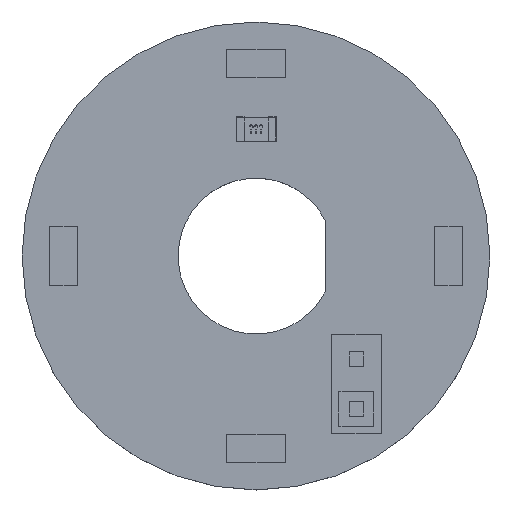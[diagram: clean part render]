
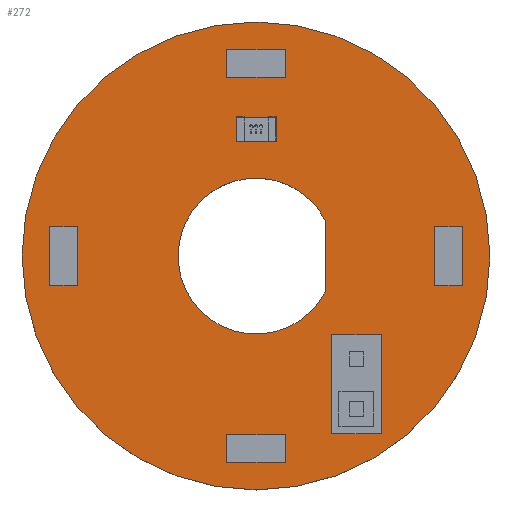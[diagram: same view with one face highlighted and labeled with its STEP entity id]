
A CAD part, top view. The second image highlights one B-rep face of the part: STEP entity #272.
In plain terms, the highlighted planar face has unit normal (0, 0, 1).
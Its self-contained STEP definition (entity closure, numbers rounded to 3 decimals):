
#63 = VERTEX_POINT('',#64);
#64 = CARTESIAN_POINT('',(-12.,0.,0.));
#70 = EDGE_CURVE('',#63,#71,#73,.T.);
#71 = VERTEX_POINT('',#72);
#72 = CARTESIAN_POINT('',(12.,0.005,0.));
#73 = CIRCLE('',#74,12.);
#74 = AXIS2_PLACEMENT_3D('',#75,#76,#77);
#75 = CARTESIAN_POINT('',(0.,0.,
    0.));
#76 = DIRECTION('',(0.,0.,1.));
#77 = DIRECTION('',(-1.,0.,0.));
#103 = EDGE_CURVE('',#71,#63,#104,.T.);
#104 = CIRCLE('',#105,12.);
#105 = AXIS2_PLACEMENT_3D('',#106,#107,#108);
#106 = CARTESIAN_POINT('',(0.,0.005,
    0.));
#107 = DIRECTION('',(0.,0.,1.));
#108 = DIRECTION('',(1.,0.,0.));
#129 = VERTEX_POINT('',#130);
#130 = CARTESIAN_POINT('',(3.581,1.778,0.));
#136 = EDGE_CURVE('',#129,#137,#139,.T.);
#137 = VERTEX_POINT('',#138);
#138 = CARTESIAN_POINT('',(3.578,-1.789,0.));
#139 = LINE('',#140,#141);
#140 = CARTESIAN_POINT('',(3.581,1.778,0.));
#141 = VECTOR('',#142,1.);
#142 = DIRECTION('',(-0.001,-1.,0.));
#167 = EDGE_CURVE('',#137,#129,#168,.T.);
#168 = CIRCLE('',#169,4.);
#169 = AXIS2_PLACEMENT_3D('',#170,#171,#172);
#170 = CARTESIAN_POINT('',(0.,-0.002,
    0.));
#171 = DIRECTION('',(0.,0.,-1.));
#172 = DIRECTION('',(0.895,-0.447,0.));
#193 = VERTEX_POINT('',#194);
#194 = CARTESIAN_POINT('',(5.664,-7.849,0.));
#200 = EDGE_CURVE('',#193,#193,#201,.T.);
#201 = CIRCLE('',#202,0.508);
#202 = AXIS2_PLACEMENT_3D('',#203,#204,#205);
#203 = CARTESIAN_POINT('',(5.156,-7.849,0.));
#204 = DIRECTION('',(0.,0.,1.));
#205 = DIRECTION('',(1.,0.,0.));
#226 = VERTEX_POINT('',#227);
#227 = CARTESIAN_POINT('',(5.664,-5.309,0.));
#233 = EDGE_CURVE('',#226,#226,#234,.T.);
#234 = CIRCLE('',#235,0.508);
#235 = AXIS2_PLACEMENT_3D('',#236,#237,#238);
#236 = CARTESIAN_POINT('',(5.156,-5.309,0.));
#237 = DIRECTION('',(0.,0.,1.));
#238 = DIRECTION('',(1.,0.,0.));
#272 = ADVANCED_FACE('',(#273,#277,#281,#284),#287,.F.);
#273 = FACE_BOUND('',#274,.T.);
#274 = EDGE_LOOP('',(#275,#276));
#275 = ORIENTED_EDGE('',*,*,#70,.T.);
#276 = ORIENTED_EDGE('',*,*,#103,.T.);
#277 = FACE_BOUND('',#278,.F.);
#278 = EDGE_LOOP('',(#279,#280));
#279 = ORIENTED_EDGE('',*,*,#136,.F.);
#280 = ORIENTED_EDGE('',*,*,#167,.F.);
#281 = FACE_BOUND('',#282,.F.);
#282 = EDGE_LOOP('',(#283));
#283 = ORIENTED_EDGE('',*,*,#200,.T.);
#284 = FACE_BOUND('',#285,.F.);
#285 = EDGE_LOOP('',(#286));
#286 = ORIENTED_EDGE('',*,*,#233,.T.);
#287 = PLANE('',#288);
#288 = AXIS2_PLACEMENT_3D('',#289,#290,#291);
#289 = CARTESIAN_POINT('',(-12.,0.,0.));
#290 = DIRECTION('',(0.,0.,-1.));
#291 = DIRECTION('',(-1.,0.,0.));
